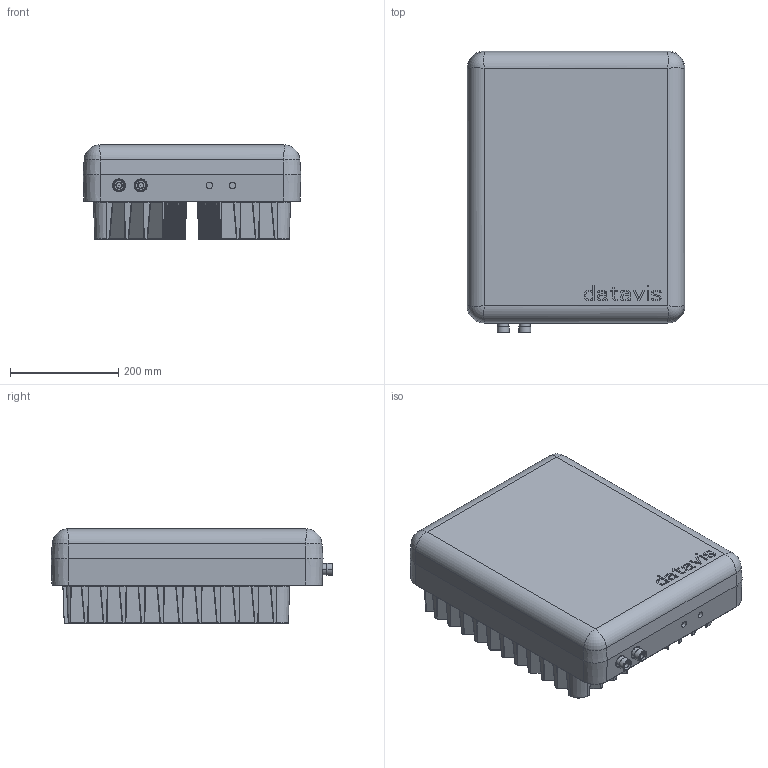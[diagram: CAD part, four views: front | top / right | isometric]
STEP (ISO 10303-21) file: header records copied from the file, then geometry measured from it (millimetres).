
FILE_DESCRIPTION((''),'2;1');
FILE_NAME('DATAVIS_ANTENNA_4X3_ASM','2022-05-31T16:28:17',('emantob'),(''),'CREO PARAMETRIC BY PTC INC, 2021424','CREO PARAMETRIC BY PTC INC, 2021424','');
FILE_SCHEMA(('CONFIG_CONTROL_DESIGN','SHAPE_APPEARANCE_LAYERS_GROUPS'));
Products named in the file (4): DATAVIS_COOLER; DATAVIS_4X3_COVER; DATAVIS_HF-CONNECTOR; DATAVIS_ANTENNA_4X3_ASM
Assembly tree (4 placements, depth 2):
  DATAVIS_ANTENNA_4X3_ASM
    DATAVIS_COOLER
    DATAVIS_4X3_COVER
    DATAVIS_HF-CONNECTOR  x2
Bounding box: 403.49 x 521.75 x 175.5 mm (x, y, z)
Volume: 5353269.5 mm3; surface area: 1856498.4 mm2
Topology: 4 solids, 4 shells, 1151 faces, 2601 edges, 1503 vertices
Faces by surface type: plane 427, cylinder 417, bspline 136, sphere 121, cone 32, torus 18
Entity records: 48985 total; most frequent: CARTESIAN_POINT 16786, ORIENTED_EDGE 5102, DIRECTION 4975, PRESENTATION_STYLE_ASSIGNMENT 2554, STYLED_ITEM 2554, CURVE_STYLE 2551, EDGE_CURVE 2551, AXIS2_PLACEMENT_3D 1725
